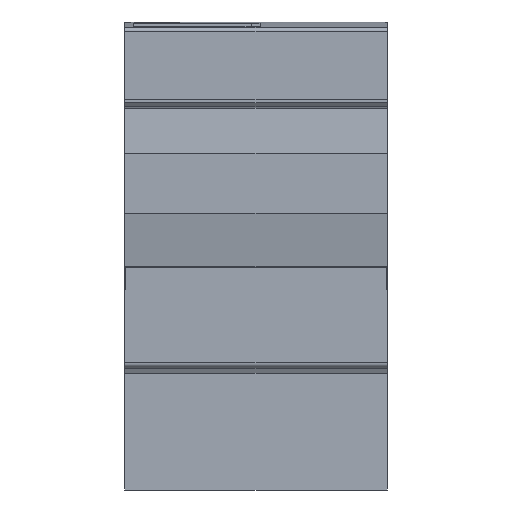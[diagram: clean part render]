
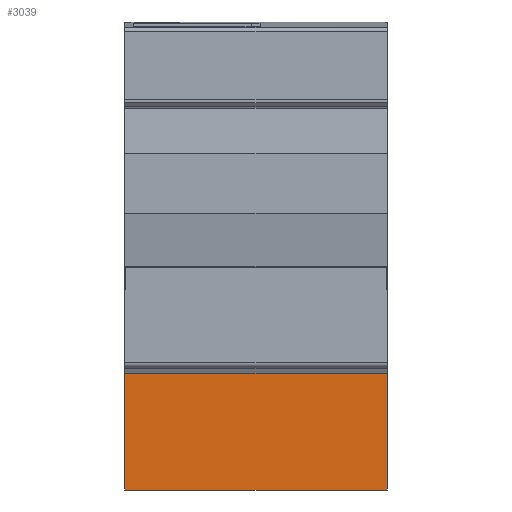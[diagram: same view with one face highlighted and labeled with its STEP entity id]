
A CAD part, front view. The second image highlights one B-rep face of the part: STEP entity #3039.
In plain terms, the highlighted planar face has unit normal (0, -1, 0).
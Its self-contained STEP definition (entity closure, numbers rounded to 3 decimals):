
#3039=ADVANCED_FACE('',(#6204),#6205,.T.);
#6204=FACE_OUTER_BOUND('',#9406,.T.);
#6205=PLANE('',#9407);
#9406=EDGE_LOOP('',(#19108,#19109,#19110,#19111));
#9407=AXIS2_PLACEMENT_3D('',#19112,#19113,#19114);
#19108=ORIENTED_EDGE('',*,*,#22250,.T.);
#19109=ORIENTED_EDGE('',*,*,#23362,.F.);
#19110=ORIENTED_EDGE('',*,*,#22956,.F.);
#19111=ORIENTED_EDGE('',*,*,#23363,.T.);
#19112=CARTESIAN_POINT('',(0.05,5.7,10.0));
#19113=DIRECTION('',(0.0,-1.0,0.0));
#19114=DIRECTION('',(0.0,0.0,1.0));
#22250=EDGE_CURVE('',#27569,#27567,#27570,.T.);
#22956=EDGE_CURVE('',#28638,#28640,#28641,.T.);
#23362=EDGE_CURVE('',#28640,#27567,#29217,.T.);
#23363=EDGE_CURVE('',#28638,#27569,#29218,.T.);
#27567=VERTEX_POINT('',#35259);
#27569=VERTEX_POINT('',#35262);
#27570=LINE('',#35263,#35264);
#28638=VERTEX_POINT('',#36816);
#28640=VERTEX_POINT('',#36819);
#28641=LINE('',#36820,#36821);
#29217=LINE('',#37660,#37661);
#29218=LINE('',#37662,#37663);
#35259=CARTESIAN_POINT('',(44.95,5.7,20.0));
#35262=CARTESIAN_POINT('',(44.95,5.7,0.0));
#35263=CARTESIAN_POINT('',(44.95,5.7,0.0));
#35264=VECTOR('',#40600,1.0);
#36816=CARTESIAN_POINT('',(0.05,5.7,0.0));
#36819=CARTESIAN_POINT('',(0.05,5.7,20.0));
#36820=CARTESIAN_POINT('',(0.05,5.7,0.0));
#36821=VECTOR('',#41233,1.0);
#37660=CARTESIAN_POINT('',(0.05,5.7,20.0));
#37661=VECTOR('',#41554,1.0);
#37662=CARTESIAN_POINT('',(0.05,5.7,0.0));
#37663=VECTOR('',#41555,1.0);
#40600=DIRECTION('',(0.0,0.0,1.0));
#41233=DIRECTION('',(0.0,0.0,1.0));
#41554=DIRECTION('',(1.0,0.0,0.0));
#41555=DIRECTION('',(1.0,0.0,0.0));
